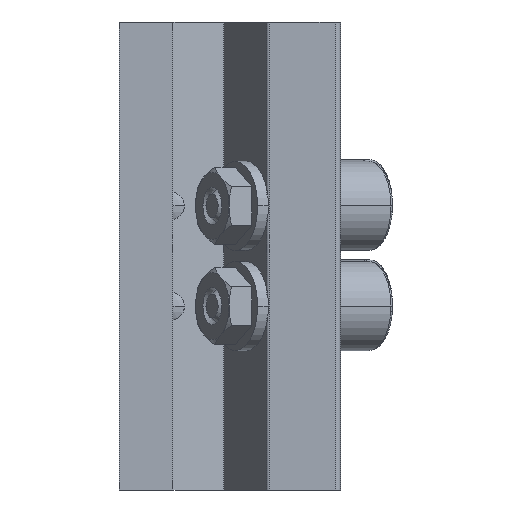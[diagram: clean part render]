
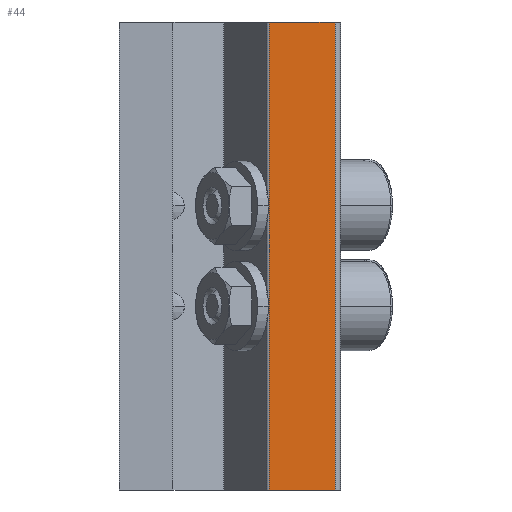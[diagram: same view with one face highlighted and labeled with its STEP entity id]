
A CAD part, left-side view. The second image highlights one B-rep face of the part: STEP entity #44.
In plain terms, the highlighted planar face has unit normal (-1, 0, 0).
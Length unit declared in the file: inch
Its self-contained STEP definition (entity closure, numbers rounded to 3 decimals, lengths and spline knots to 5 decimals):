
#44 = ADVANCED_FACE ( 'NONE', ( #13375 ), #16198, .F. ) ;
#1314 = DIRECTION ( 'NONE',  ( 0., 0., 1. ) ) ;
#1401 = ORIENTED_EDGE ( 'NONE', *, *, #7332, .F. ) ;
#4047 = CARTESIAN_POINT ( 'NONE',  ( -1.0625, -0.273, -1.3125 ) ) ;
#4494 = CARTESIAN_POINT ( 'NONE',  ( -1.0625, -0.273, 1.3125 ) ) ;
#4526 = VECTOR ( 'NONE', #1314, 39.37008 ) ;
#5314 = DIRECTION ( 'NONE',  ( 1., 0., 0. ) ) ;
#5479 = ORIENTED_EDGE ( 'NONE', *, *, #13555, .F. ) ;
#5518 = VECTOR ( 'NONE', #16835, 39.37008 ) ;
#5551 = LINE ( 'NONE', #4047, #4526 ) ;
#6182 = CARTESIAN_POINT ( 'NONE',  ( -1.0625, 0.09671, 1.3125 ) ) ;
#6201 = CARTESIAN_POINT ( 'NONE',  ( -1.0625, 0.09671, -1.3125 ) ) ;
#6958 = CARTESIAN_POINT ( 'NONE',  ( -1.0625, 0.09671, 1.3125 ) ) ;
#7332 = EDGE_CURVE ( 'NONE', #12989, #9689, #8262, .T. ) ;
#8262 = LINE ( 'NONE', #6958, #15085 ) ;
#8301 = LINE ( 'NONE', #13727, #9164 ) ;
#9164 = VECTOR ( 'NONE', #12379, 39.37008 ) ;
#9605 = EDGE_LOOP ( 'NONE', ( #1401, #5479, #9617, #14278 ) ) ;
#9617 = ORIENTED_EDGE ( 'NONE', *, *, #9810, .T. ) ;
#9689 = VERTEX_POINT ( 'NONE', #4494 ) ;
#9810 = EDGE_CURVE ( 'NONE', #16130, #10361, #8301, .T. ) ;
#10011 = LINE ( 'NONE', #6201, #5518 ) ;
#10361 = VERTEX_POINT ( 'NONE', #14907 ) ;
#12379 = DIRECTION ( 'NONE',  ( 0., -1., 0. ) ) ;
#12989 = VERTEX_POINT ( 'NONE', #6182 ) ;
#13320 = DIRECTION ( 'NONE',  ( 0., -1., 0. ) ) ;
#13375 = FACE_OUTER_BOUND ( 'NONE', #9605, .T. ) ;
#13555 = EDGE_CURVE ( 'NONE', #16130, #12989, #10011, .T. ) ;
#13727 = CARTESIAN_POINT ( 'NONE',  ( -1.0625, 0.09671, -1.3125 ) ) ;
#14278 = ORIENTED_EDGE ( 'NONE', *, *, #15659, .T. ) ;
#14295 = AXIS2_PLACEMENT_3D ( 'NONE', #17444, #5314, #17346 ) ;
#14907 = CARTESIAN_POINT ( 'NONE',  ( -1.0625, -0.273, -1.3125 ) ) ;
#15085 = VECTOR ( 'NONE', #13320, 39.37008 ) ;
#15659 = EDGE_CURVE ( 'NONE', #10361, #9689, #5551, .T. ) ;
#16130 = VERTEX_POINT ( 'NONE', #16497 ) ;
#16198 = PLANE ( 'NONE',  #14295 ) ;
#16497 = CARTESIAN_POINT ( 'NONE',  ( -1.0625, 0.09671, -1.3125 ) ) ;
#16835 = DIRECTION ( 'NONE',  ( 0., 0., 1. ) ) ;
#17346 = DIRECTION ( 'NONE',  ( 0., 1., 0. ) ) ;
#17444 = CARTESIAN_POINT ( 'NONE',  ( -1.0625, -0.113, 5.3125 ) ) ;
